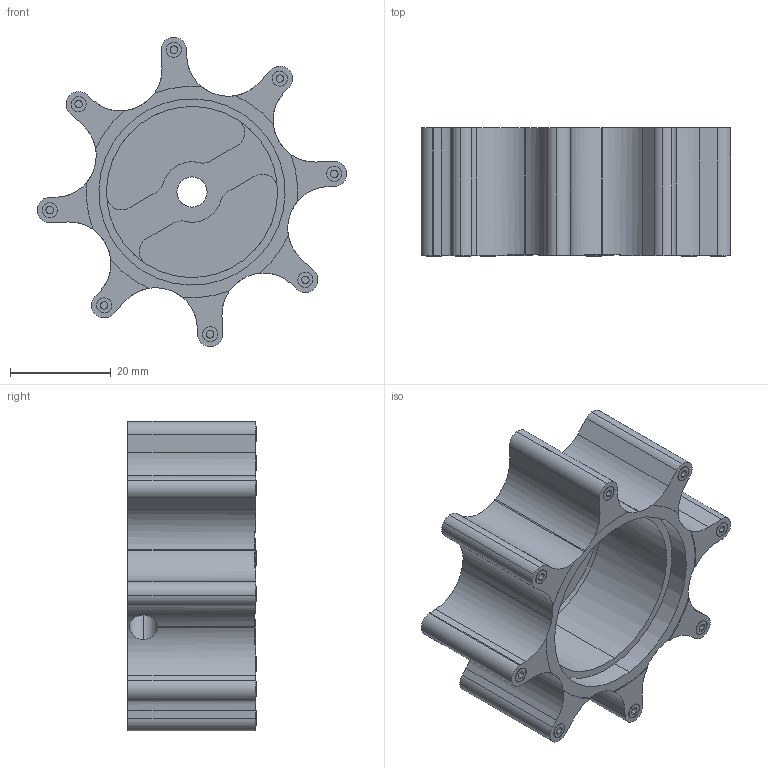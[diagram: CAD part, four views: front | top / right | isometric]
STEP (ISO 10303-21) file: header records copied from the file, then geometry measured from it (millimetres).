
FILE_DESCRIPTION (( 'STEP AP214' ), '1' );
FILE_NAME ('AgitatorWheel.STEP', '2024-03-26T04:16:43', ( '' ), ( '' ), 'SwSTEP 2.0', 'SolidWorks 2022', '' );
FILE_SCHEMA (( 'AUTOMOTIVE_DESIGN' ));
Length unit declared in the file: millimetre
Products named in the file (5): RM2020-BOPAN_ASM.stp; RM2020-GIMBAL_ASM.stp; Y-BOLUN-V2.stp; RoboMaster 2020 Standard A Unassembled Kit 3D Model.stp; AgitatorWheel
Assembly tree (4 placements, depth 5):
  AgitatorWheel
    RoboMaster 2020 Standard A Unassembled Kit 3D Model.stp
      RM2020-GIMBAL_ASM.stp
        RM2020-BOPAN_ASM.stp
          Y-BOLUN-V2.stp
Bounding box: 61.54 x 25.5 x 61.54 mm (x, y, z)
Volume: 23698.6 mm3; surface area: 13823.7 mm2
Topology: 1 solids, 1 shells, 193 faces, 498 edges, 332 vertices
Faces by surface type: cylinder 134, plane 59
Entity records: 6460 total; most frequent: CARTESIAN_POINT 1343, DIRECTION 1162, ORIENTED_EDGE 996, EDGE_CURVE 498, AXIS2_PLACEMENT_3D 477, VERTEX_POINT 332, CIRCLE 274, EDGE_LOOP 224
